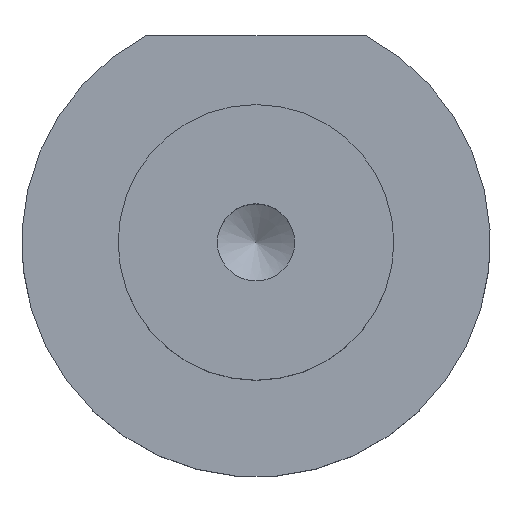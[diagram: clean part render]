
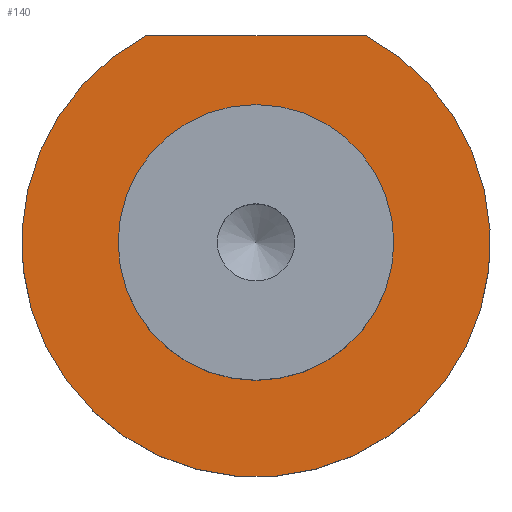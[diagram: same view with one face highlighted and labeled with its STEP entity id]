
A CAD part, top view. The second image highlights one B-rep face of the part: STEP entity #140.
In plain terms, the highlighted planar face has unit normal (0, 0, 1).
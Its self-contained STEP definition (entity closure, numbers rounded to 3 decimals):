
#73=PLANE('',#721);
#107=FACE_BOUND('',#218,.T.);
#108=FACE_BOUND('',#219,.T.);
#140=ADVANCED_FACE('',(#107,#108),#73,.F.);
#218=EDGE_LOOP('',(#297,#298));
#219=EDGE_LOOP('',(#299));
#272=CIRCLE('',#713,34.);
#276=CIRCLE('',#719,20.);
#297=ORIENTED_EDGE('',*,*,#543,.F.);
#298=ORIENTED_EDGE('',*,*,#537,.T.);
#299=ORIENTED_EDGE('',*,*,#542,.F.);
#469=VERTEX_POINT('',#1030);
#471=VERTEX_POINT('',#1033);
#475=VERTEX_POINT('',#1044);
#537=EDGE_CURVE('',#471,#469,#272,.T.);
#542=EDGE_CURVE('',#475,#475,#276,.T.);
#543=EDGE_CURVE('',#471,#469,#628,.T.);
#628=LINE('',#1046,#671);
#671=VECTOR('',#823,1.);
#713=AXIS2_PLACEMENT_3D('',#1032,#806,#807);
#719=AXIS2_PLACEMENT_3D('',#1043,#819,#820);
#721=AXIS2_PLACEMENT_3D('',#1047,#824,#825);
#806=DIRECTION('',(0.,0.,1.));
#807=DIRECTION('',(1.,0.,0.));
#819=DIRECTION('',(0.,0.,1.));
#820=DIRECTION('',(1.,0.,0.));
#823=DIRECTION('',(1.,0.,0.));
#824=DIRECTION('',(0.,0.,-1.));
#825=DIRECTION('',(-1.,0.,0.));
#1030=CARTESIAN_POINT('',(16.,30.,15.));
#1032=CARTESIAN_POINT('',(0.,0.,15.));
#1033=CARTESIAN_POINT('',(-16.,30.,15.));
#1043=CARTESIAN_POINT('',(0.,0.,15.));
#1044=CARTESIAN_POINT('',(20.,0.,15.));
#1046=CARTESIAN_POINT('',(-31.958,30.,15.));
#1047=CARTESIAN_POINT('',(34.,0.,15.));
